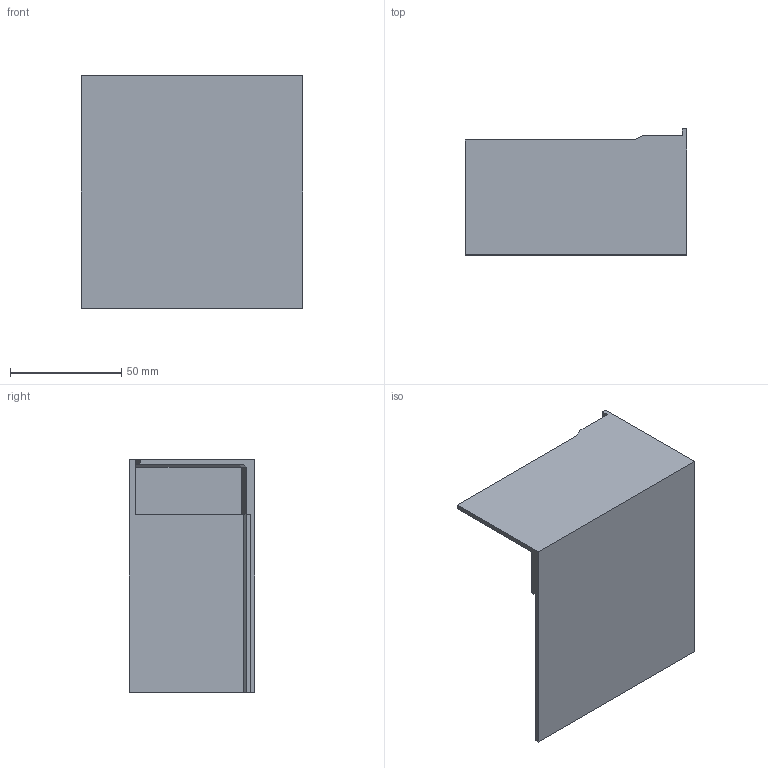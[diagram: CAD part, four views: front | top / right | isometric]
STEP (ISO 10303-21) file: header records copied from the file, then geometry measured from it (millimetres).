
FILE_DESCRIPTION(('STEP AP214'),'1');
FILE_NAME('one_body.step','2024-06-26T12:15:45',(' '),(' '),'Spatial InterOp 3D',' ',' ');
FILE_SCHEMA(('AUTOMOTIVE_DESIGN { 1 0 10303 214 1 1 1 1 }'));
Length unit declared in the file: metre
Products named in the file (2): one_body; Component1-1
Assembly tree (1 placements, depth 2):
  one_body
    Component1-1
Bounding box: 99.5 x 56.5 x 104.5 mm (x, y, z)
Volume: 52327.7 mm3; surface area: 42740.2 mm2
Topology: 1 solids, 1 shells, 24 faces, 63 edges, 41 vertices
Faces by surface type: plane 24
Entity records: 903 total; most frequent: CARTESIAN_POINT 130, ORIENTED_EDGE 126, DIRECTION 115, EDGE_CURVE 63, LINE 63, VECTOR 63, VERTEX_POINT 41, AXIS2_PLACEMENT_3D 26
